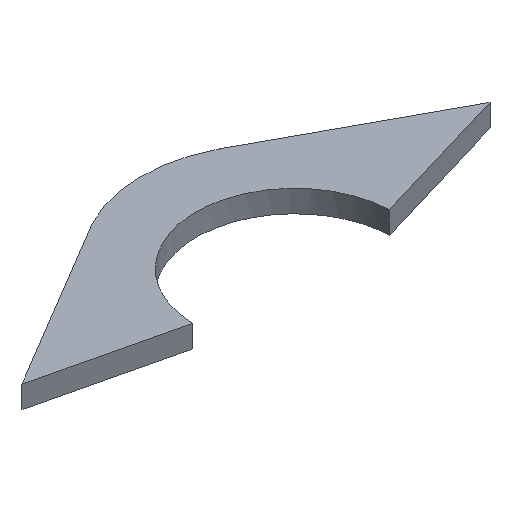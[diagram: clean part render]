
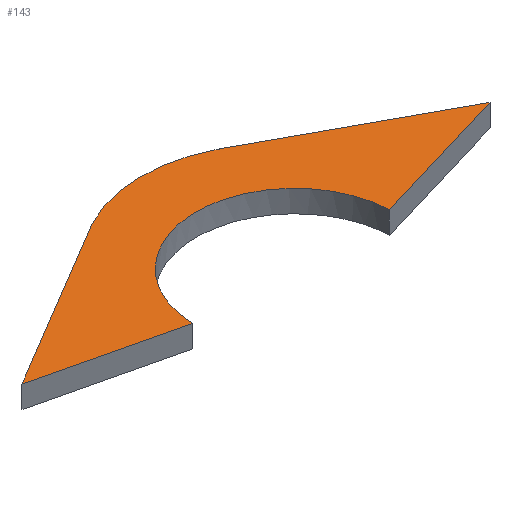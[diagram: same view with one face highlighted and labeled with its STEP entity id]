
A CAD part, isometric view. The second image highlights one B-rep face of the part: STEP entity #143.
In plain terms, the highlighted free-form (B-spline) face has degree [1, 1] with [2, 2] control points.
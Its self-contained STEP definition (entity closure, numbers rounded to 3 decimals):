
#3 = VERTEX_POINT ( 'NONE', #101 ) ;
#6 = EDGE_LOOP ( 'NONE', ( #126, #298, #173, #319, #128, #248 ) ) ;
#9 = CARTESIAN_POINT ( 'NONE',  ( 459.814, 256.209, 0. ) ) ;
#12 = EDGE_CURVE ( 'NONE', #125, #194, #160, .T. ) ;
#15 = CARTESIAN_POINT ( 'NONE',  ( 514.223, 204.944, 0. ) ) ;
#18 = CARTESIAN_POINT ( 'NONE',  ( 514.223, 204.944, 0. ) ) ;
#19 = CARTESIAN_POINT ( 'NONE',  ( 445.453, 271.232, 0. ) ) ;
#22 = EDGE_CURVE ( 'NONE', #148, #3, #222, .T. ) ;
#38 = CARTESIAN_POINT ( 'NONE',  ( 392.148, 260.64, 0. ) ) ;
#55 = CARTESIAN_POINT ( 'NONE',  ( 456.221, 254.43, 0. ) ) ;
#57 = CARTESIAN_POINT ( 'NONE',  ( 469.356, 259.259, 0. ) ) ;
#59 = CARTESIAN_POINT ( 'NONE',  ( 463.557, 257.659, 0. ) ) ;
#76 = VERTEX_POINT ( 'NONE', #114 ) ;
#83 = B_SPLINE_SURFACE_WITH_KNOTS ( 'NONE', 1, 1, ( 
 ( #231, #38 ),
 ( #285, #134 ) ),
 .UNSPECIFIED., .F., .F., .F.,
 ( 2, 2 ),
 ( 2, 2 ),
 ( 0., 1. ),
 ( 0., 1. ),
 .UNSPECIFIED. ) ;
#88 = CARTESIAN_POINT ( 'NONE',  ( 500.712, 255.742, 0. ) ) ;
#95 =( BOUNDED_CURVE ( )  B_SPLINE_CURVE ( 3, ( #18, #118, #19, #313 ),
 .UNSPECIFIED., .F., .T. ) 
 B_SPLINE_CURVE_WITH_KNOTS ( ( 4, 4 ),
 ( -3.068, 0. ),
 .UNSPECIFIED. ) 
 CURVE ( )  GEOMETRIC_REPRESENTATION_ITEM ( )  RATIONAL_B_SPLINE_CURVE ( ( 1., 0.358, 0.358, 1. ) ) 
 REPRESENTATION_ITEM ( '' )  );
#101 = CARTESIAN_POINT ( 'NONE',  ( 514.223, 204.944, 0. ) ) ;
#106 = CARTESIAN_POINT ( 'NONE',  ( 483.319, 260.22, 0. ) ) ;
#112 = CARTESIAN_POINT ( 'NONE',  ( 566.021, 220.386, 0. ) ) ;
#114 = CARTESIAN_POINT ( 'NONE',  ( 393.185, 216.815, 0. ) ) ;
#118 = CARTESIAN_POINT ( 'NONE',  ( 511.785, 271.232, 0. ) ) ;
#119 = B_SPLINE_CURVE_WITH_KNOTS ( 'NONE', 3,
 ( #294, #244, #268, #315 ),
 .UNSPECIFIED., .F., .F.,
 ( 4, 4 ),
 ( 0., 1. ),
 .UNSPECIFIED. ) ;
#125 = VERTEX_POINT ( 'NONE', #262 ) ;
#126 = ORIENTED_EDGE ( 'NONE', *, *, #273, .T. ) ;
#128 = ORIENTED_EDGE ( 'NONE', *, *, #267, .T. ) ;
#131 = CARTESIAN_POINT ( 'NONE',  ( 502.499, 254.829, 0. ) ) ;
#133 = CARTESIAN_POINT ( 'NONE',  ( 487.309, 259.773, 0. ) ) ;
#134 = CARTESIAN_POINT ( 'NONE',  ( 567.058, 260.64, 0. ) ) ;
#136 = CARTESIAN_POINT ( 'NONE',  ( 393.185, 216.815, 0. ) ) ;
#143 = ADVANCED_FACE ( 'NONE', ( #211 ), #83, .T. ) ;
#145 = EDGE_CURVE ( 'NONE', #301, #76, #162, .T. ) ;
#148 = VERTEX_POINT ( 'NONE', #112 ) ;
#158 = CARTESIAN_POINT ( 'NONE',  ( 481.318, 260.323, 0. ) ) ;
#160 = B_SPLINE_CURVE_WITH_KNOTS ( 'NONE', 3,
 ( #131, #88, #183, #232, #204, #233, #133, #106, #158, #213, #180, #182, #57, #282, #59, #9, #206, #55 ),
 .UNSPECIFIED., .F., .F.,
 ( 4, 2, 2, 2, 2, 2, 2, 2, 4 ),
 ( 1.098, 1.219, 1.339, 1.459, 1.579, 1.7, 1.82, 1.94, 2.061 ),
 .UNSPECIFIED. ) ;
#162 = B_SPLINE_CURVE_WITH_KNOTS ( 'NONE', 1,
 ( #306, #305 ),
 .UNSPECIFIED., .F., .F.,
 ( 2, 2 ),
 ( 0., 1. ),
 .UNSPECIFIED. ) ;
#173 = ORIENTED_EDGE ( 'NONE', *, *, #302, .F. ) ;
#180 = CARTESIAN_POINT ( 'NONE',  ( 475.305, 260.151, 0. ) ) ;
#182 = CARTESIAN_POINT ( 'NONE',  ( 471.324, 259.635, 0. ) ) ;
#183 = CARTESIAN_POINT ( 'NONE',  ( 498.876, 256.545, 0. ) ) ;
#185 = CARTESIAN_POINT ( 'NONE',  ( 443.015, 204.944, 0. ) ) ;
#191 = CARTESIAN_POINT ( 'NONE',  ( 456.221, 254.43, 0. ) ) ;
#194 = VERTEX_POINT ( 'NONE', #271 ) ;
#204 = CARTESIAN_POINT ( 'NONE',  ( 493.19, 258.507, 0. ) ) ;
#206 = CARTESIAN_POINT ( 'NONE',  ( 457.992, 255.375, 0. ) ) ;
#211 = FACE_OUTER_BOUND ( 'NONE', #6, .T. ) ;
#213 = CARTESIAN_POINT ( 'NONE',  ( 477.304, 260.289, 0. ) ) ;
#214 = B_SPLINE_CURVE_WITH_KNOTS ( 'NONE', 3,
 ( #191, #217, #216, #136 ),
 .UNSPECIFIED., .F., .F.,
 ( 4, 4 ),
 ( 0., 1. ),
 .UNSPECIFIED. ) ;
#216 = CARTESIAN_POINT ( 'NONE',  ( 414.197, 229.354, 0. ) ) ;
#217 = CARTESIAN_POINT ( 'NONE',  ( 435.209, 241.892, 0. ) ) ;
#222 = B_SPLINE_CURVE_WITH_KNOTS ( 'NONE', 1,
 ( #308, #15 ),
 .UNSPECIFIED., .F., .F.,
 ( 2, 2 ),
 ( 0., 1. ),
 .UNSPECIFIED. ) ;
#231 = CARTESIAN_POINT ( 'NONE',  ( 392.148, 204.612, 0. ) ) ;
#232 = CARTESIAN_POINT ( 'NONE',  ( 495.108, 257.93, 0. ) ) ;
#233 = CARTESIAN_POINT ( 'NONE',  ( 489.283, 259.43, 0. ) ) ;
#244 = CARTESIAN_POINT ( 'NONE',  ( 544.847, 231.867, 0. ) ) ;
#248 = ORIENTED_EDGE ( 'NONE', *, *, #12, .T. ) ;
#262 = CARTESIAN_POINT ( 'NONE',  ( 502.499, 254.829, 0. ) ) ;
#267 = EDGE_CURVE ( 'NONE', #148, #125, #119, .T. ) ;
#268 = CARTESIAN_POINT ( 'NONE',  ( 523.673, 243.348, 0. ) ) ;
#271 = CARTESIAN_POINT ( 'NONE',  ( 456.221, 254.43, 0. ) ) ;
#273 = EDGE_CURVE ( 'NONE', #194, #76, #214, .T. ) ;
#282 = CARTESIAN_POINT ( 'NONE',  ( 465.466, 258.269, 0. ) ) ;
#285 = CARTESIAN_POINT ( 'NONE',  ( 567.058, 204.612, 0. ) ) ;
#294 = CARTESIAN_POINT ( 'NONE',  ( 566.021, 220.386, 0. ) ) ;
#298 = ORIENTED_EDGE ( 'NONE', *, *, #145, .F. ) ;
#301 = VERTEX_POINT ( 'NONE', #185 ) ;
#302 = EDGE_CURVE ( 'NONE', #3, #301, #95, .T. ) ;
#305 = CARTESIAN_POINT ( 'NONE',  ( 393.185, 216.815, 0. ) ) ;
#306 = CARTESIAN_POINT ( 'NONE',  ( 443.015, 204.944, 0. ) ) ;
#308 = CARTESIAN_POINT ( 'NONE',  ( 566.021, 220.386, 0. ) ) ;
#313 = CARTESIAN_POINT ( 'NONE',  ( 443.015, 204.944, 0. ) ) ;
#315 = CARTESIAN_POINT ( 'NONE',  ( 502.499, 254.829, 0. ) ) ;
#319 = ORIENTED_EDGE ( 'NONE', *, *, #22, .F. ) ;
